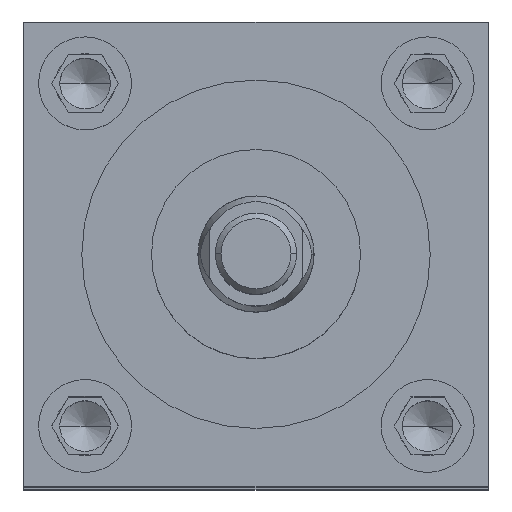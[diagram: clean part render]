
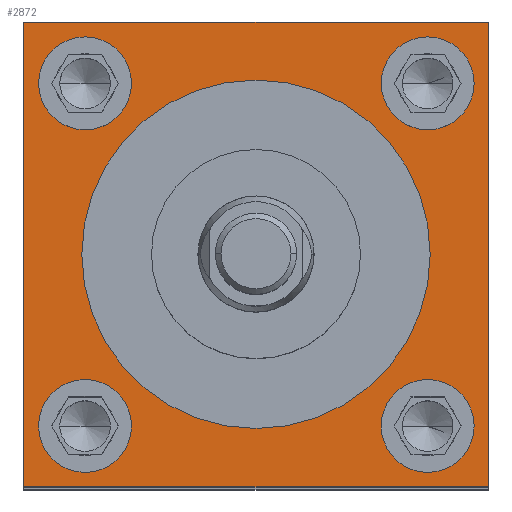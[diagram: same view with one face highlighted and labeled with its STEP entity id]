
A CAD part, top view. The second image highlights one B-rep face of the part: STEP entity #2872.
In plain terms, the highlighted planar face has unit normal (0, 0, 1).
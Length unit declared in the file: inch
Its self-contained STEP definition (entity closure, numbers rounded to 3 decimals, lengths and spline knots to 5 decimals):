
#52 = EDGE_LOOP ( 'NONE', ( #4740, #402 ) ) ;
#76 = VECTOR ( 'NONE', #3336, 39.37008 ) ;
#87 = CARTESIAN_POINT ( 'NONE',  ( -0.92, -0.924, 10.625 ) ) ;
#221 = VERTEX_POINT ( 'NONE', #4152 ) ;
#260 = CARTESIAN_POINT ( 'NONE',  ( -1.25, -1.25, 10.625 ) ) ;
#261 = DIRECTION ( 'NONE',  ( 1., 0., 0. ) ) ;
#402 = ORIENTED_EDGE ( 'NONE', *, *, #5569, .F. ) ;
#526 = CIRCLE ( 'NONE', #2590, 0.9375 ) ;
#585 = CARTESIAN_POINT ( 'NONE',  ( 0.924, -0.924, 10.625 ) ) ;
#617 = CARTESIAN_POINT ( 'NONE',  ( -1.17, 0.92, 10.625 ) ) ;
#669 = DIRECTION ( 'NONE',  ( 0., 0., 1. ) ) ;
#738 = CARTESIAN_POINT ( 'NONE',  ( 0.924, -0.924, 10.625 ) ) ;
#771 = DIRECTION ( 'NONE',  ( 1., 0., 0. ) ) ;
#862 = DIRECTION ( 'NONE',  ( 0., 0., 1. ) ) ;
#900 = ORIENTED_EDGE ( 'NONE', *, *, #2468, .F. ) ;
#906 = AXIS2_PLACEMENT_3D ( 'NONE', #1175, #3016, #4933 ) ;
#970 = VERTEX_POINT ( 'NONE', #3082 ) ;
#1122 = ORIENTED_EDGE ( 'NONE', *, *, #2593, .T. ) ;
#1175 = CARTESIAN_POINT ( 'NONE',  ( -0.92, 0.92, 10.625 ) ) ;
#1188 = VECTOR ( 'NONE', #3070, 39.37008 ) ;
#1191 = AXIS2_PLACEMENT_3D ( 'NONE', #87, #1965, #1464 ) ;
#1192 = DIRECTION ( 'NONE',  ( 0., 0., 1. ) ) ;
#1258 = CARTESIAN_POINT ( 'NONE',  ( 1.25, -1.25, 10.625 ) ) ;
#1416 = VERTEX_POINT ( 'NONE', #617 ) ;
#1464 = DIRECTION ( 'NONE',  ( 1., 0., 0. ) ) ;
#1502 = CIRCLE ( 'NONE', #1191, 0.25 ) ;
#1705 = EDGE_CURVE ( 'NONE', #970, #3114, #1502, .T. ) ;
#1794 = AXIS2_PLACEMENT_3D ( 'NONE', #3626, #2694, #4607 ) ;
#1795 = CIRCLE ( 'NONE', #906, 0.25 ) ;
#1815 = VECTOR ( 'NONE', #4805, 39.37008 ) ;
#1870 = EDGE_CURVE ( 'NONE', #3901, #1416, #1795, .T. ) ;
#1875 = EDGE_CURVE ( 'NONE', #221, #2839, #2489, .T. ) ;
#1965 = DIRECTION ( 'NONE',  ( 0., 0., 1. ) ) ;
#1976 = EDGE_CURVE ( 'NONE', #2037, #2135, #526, .T. ) ;
#2008 = VERTEX_POINT ( 'NONE', #1258 ) ;
#2036 = ORIENTED_EDGE ( 'NONE', *, *, #2364, .F. ) ;
#2037 = VERTEX_POINT ( 'NONE', #3191 ) ;
#2038 = ORIENTED_EDGE ( 'NONE', *, *, #2816, .F. ) ;
#2039 = CARTESIAN_POINT ( 'NONE',  ( -0.67, -0.924, 10.625 ) ) ;
#2135 = VERTEX_POINT ( 'NONE', #4744 ) ;
#2141 = AXIS2_PLACEMENT_3D ( 'NONE', #4644, #862, #261 ) ;
#2174 = DIRECTION ( 'NONE',  ( 0., 0., 1. ) ) ;
#2195 = FACE_BOUND ( 'NONE', #3158, .T. ) ;
#2212 = CIRCLE ( 'NONE', #5399, 0.25 ) ;
#2262 = FACE_OUTER_BOUND ( 'NONE', #2861, .T. ) ;
#2271 = CARTESIAN_POINT ( 'NONE',  ( -0.92, -0.924, 10.625 ) ) ;
#2344 = CARTESIAN_POINT ( 'NONE',  ( -1.25, 1.25, 10.625 ) ) ;
#2364 = EDGE_CURVE ( 'NONE', #2135, #2037, #3806, .T. ) ;
#2396 = AXIS2_PLACEMENT_3D ( 'NONE', #738, #1192, #771 ) ;
#2454 = CARTESIAN_POINT ( 'NONE',  ( 0.924, 0.92, 10.625 ) ) ;
#2464 = DIRECTION ( 'NONE',  ( 1., 0., 0. ) ) ;
#2468 = EDGE_CURVE ( 'NONE', #3114, #970, #2212, .T. ) ;
#2489 = LINE ( 'NONE', #4405, #1188 ) ;
#2550 = CARTESIAN_POINT ( 'NONE',  ( -0.67, 0.92, 10.625 ) ) ;
#2590 = AXIS2_PLACEMENT_3D ( 'NONE', #5984, #2174, #5099 ) ;
#2593 = EDGE_CURVE ( 'NONE', #2008, #5761, #5743, .T. ) ;
#2694 = DIRECTION ( 'NONE',  ( 0., 0., -1. ) ) ;
#2706 = AXIS2_PLACEMENT_3D ( 'NONE', #5589, #2740, #6019 ) ;
#2740 = DIRECTION ( 'NONE',  ( 0., 0., 1. ) ) ;
#2816 = EDGE_CURVE ( 'NONE', #5452, #5423, #3493, .T. ) ;
#2839 = VERTEX_POINT ( 'NONE', #260 ) ;
#2861 = EDGE_LOOP ( 'NONE', ( #5394, #5941, #1122, #3527 ) ) ;
#2872 = ADVANCED_FACE ( 'NONE', ( #6007, #2195, #4101, #5092, #5977, #2262 ), #5459, .F. ) ;
#2877 = EDGE_CURVE ( 'NONE', #2839, #2008, #6036, .T. ) ;
#2884 = EDGE_LOOP ( 'NONE', ( #5165, #2038 ) ) ;
#2885 = EDGE_LOOP ( 'NONE', ( #2036, #4696 ) ) ;
#2903 = AXIS2_PLACEMENT_3D ( 'NONE', #5448, #669, #3600 ) ;
#2990 = EDGE_LOOP ( 'NONE', ( #900, #4038 ) ) ;
#3013 = CIRCLE ( 'NONE', #3709, 0.25 ) ;
#3016 = DIRECTION ( 'NONE',  ( 0., 0., 1. ) ) ;
#3064 = CARTESIAN_POINT ( 'NONE',  ( -1.25, -1.25, 10.625 ) ) ;
#3070 = DIRECTION ( 'NONE',  ( 0., -1., 0. ) ) ;
#3082 = CARTESIAN_POINT ( 'NONE',  ( -1.17, -0.924, 10.625 ) ) ;
#3087 = DIRECTION ( 'NONE',  ( 1., 0., 0. ) ) ;
#3114 = VERTEX_POINT ( 'NONE', #2039 ) ;
#3147 = CARTESIAN_POINT ( 'NONE',  ( 0.674, 0.92, 10.625 ) ) ;
#3158 = EDGE_LOOP ( 'NONE', ( #5401, #3616 ) ) ;
#3188 = VERTEX_POINT ( 'NONE', #3147 ) ;
#3191 = CARTESIAN_POINT ( 'NONE',  ( -0.9375, 0., 10.625 ) ) ;
#3336 = DIRECTION ( 'NONE',  ( -1., 0., 0. ) ) ;
#3413 = EDGE_CURVE ( 'NONE', #5761, #221, #5725, .T. ) ;
#3493 = CIRCLE ( 'NONE', #2396, 0.25 ) ;
#3527 = ORIENTED_EDGE ( 'NONE', *, *, #3413, .T. ) ;
#3600 = DIRECTION ( 'NONE',  ( 1., 0., 0. ) ) ;
#3616 = ORIENTED_EDGE ( 'NONE', *, *, #5879, .F. ) ;
#3626 = CARTESIAN_POINT ( 'NONE',  ( -1.25, 1.25, 10.625 ) ) ;
#3709 = AXIS2_PLACEMENT_3D ( 'NONE', #2454, #5354, #5229 ) ;
#3806 = CIRCLE ( 'NONE', #2706, 0.9375 ) ;
#3901 = VERTEX_POINT ( 'NONE', #2550 ) ;
#4038 = ORIENTED_EDGE ( 'NONE', *, *, #1705, .F. ) ;
#4068 = EDGE_CURVE ( 'NONE', #5662, #3188, #4840, .T. ) ;
#4101 = FACE_BOUND ( 'NONE', #2990, .T. ) ;
#4147 = CARTESIAN_POINT ( 'NONE',  ( 1.174, 0.92, 10.625 ) ) ;
#4152 = CARTESIAN_POINT ( 'NONE',  ( -1.25, 1.25, 10.625 ) ) ;
#4301 = CARTESIAN_POINT ( 'NONE',  ( 1.25, -1.25, 10.625 ) ) ;
#4399 = VECTOR ( 'NONE', #3087, 39.37008 ) ;
#4405 = CARTESIAN_POINT ( 'NONE',  ( -1.25, -1.25, 10.625 ) ) ;
#4406 = CARTESIAN_POINT ( 'NONE',  ( 0.674, -0.924, 10.625 ) ) ;
#4607 = DIRECTION ( 'NONE',  ( -1., 0., 0. ) ) ;
#4644 = CARTESIAN_POINT ( 'NONE',  ( 0.924, 0.92, 10.625 ) ) ;
#4652 = CARTESIAN_POINT ( 'NONE',  ( 1.25, 1.25, 10.625 ) ) ;
#4696 = ORIENTED_EDGE ( 'NONE', *, *, #1976, .F. ) ;
#4740 = ORIENTED_EDGE ( 'NONE', *, *, #1870, .F. ) ;
#4744 = CARTESIAN_POINT ( 'NONE',  ( 0.9375, 0., 10.625 ) ) ;
#4805 = DIRECTION ( 'NONE',  ( 0., 1., 0. ) ) ;
#4840 = CIRCLE ( 'NONE', #2141, 0.25 ) ;
#4878 = DIRECTION ( 'NONE',  ( 0., 0., 1. ) ) ;
#4933 = DIRECTION ( 'NONE',  ( 1., 0., 0. ) ) ;
#5092 = FACE_BOUND ( 'NONE', #52, .T. ) ;
#5099 = DIRECTION ( 'NONE',  ( 1., 0., 0. ) ) ;
#5135 = DIRECTION ( 'NONE',  ( 0., 0., 1. ) ) ;
#5165 = ORIENTED_EDGE ( 'NONE', *, *, #5375, .F. ) ;
#5196 = CIRCLE ( 'NONE', #2903, 0.25 ) ;
#5229 = DIRECTION ( 'NONE',  ( 1., 0., 0. ) ) ;
#5302 = AXIS2_PLACEMENT_3D ( 'NONE', #585, #4878, #2464 ) ;
#5354 = DIRECTION ( 'NONE',  ( 0., 0., 1. ) ) ;
#5375 = EDGE_CURVE ( 'NONE', #5423, #5452, #5402, .T. ) ;
#5394 = ORIENTED_EDGE ( 'NONE', *, *, #1875, .T. ) ;
#5399 = AXIS2_PLACEMENT_3D ( 'NONE', #2271, #5135, #5467 ) ;
#5401 = ORIENTED_EDGE ( 'NONE', *, *, #4068, .F. ) ;
#5402 = CIRCLE ( 'NONE', #5302, 0.25 ) ;
#5423 = VERTEX_POINT ( 'NONE', #5722 ) ;
#5448 = CARTESIAN_POINT ( 'NONE',  ( -0.92, 0.92, 10.625 ) ) ;
#5452 = VERTEX_POINT ( 'NONE', #4406 ) ;
#5459 = PLANE ( 'NONE',  #1794 ) ;
#5467 = DIRECTION ( 'NONE',  ( 1., 0., 0. ) ) ;
#5569 = EDGE_CURVE ( 'NONE', #1416, #3901, #5196, .T. ) ;
#5589 = CARTESIAN_POINT ( 'NONE',  ( 0., 0., 10.625 ) ) ;
#5662 = VERTEX_POINT ( 'NONE', #4147 ) ;
#5722 = CARTESIAN_POINT ( 'NONE',  ( 1.174, -0.924, 10.625 ) ) ;
#5725 = LINE ( 'NONE', #2344, #76 ) ;
#5743 = LINE ( 'NONE', #4301, #1815 ) ;
#5761 = VERTEX_POINT ( 'NONE', #4652 ) ;
#5879 = EDGE_CURVE ( 'NONE', #3188, #5662, #3013, .T. ) ;
#5941 = ORIENTED_EDGE ( 'NONE', *, *, #2877, .T. ) ;
#5977 = FACE_BOUND ( 'NONE', #2885, .T. ) ;
#5984 = CARTESIAN_POINT ( 'NONE',  ( 0., 0., 10.625 ) ) ;
#6007 = FACE_BOUND ( 'NONE', #2884, .T. ) ;
#6019 = DIRECTION ( 'NONE',  ( 1., 0., 0. ) ) ;
#6036 = LINE ( 'NONE', #3064, #4399 ) ;
